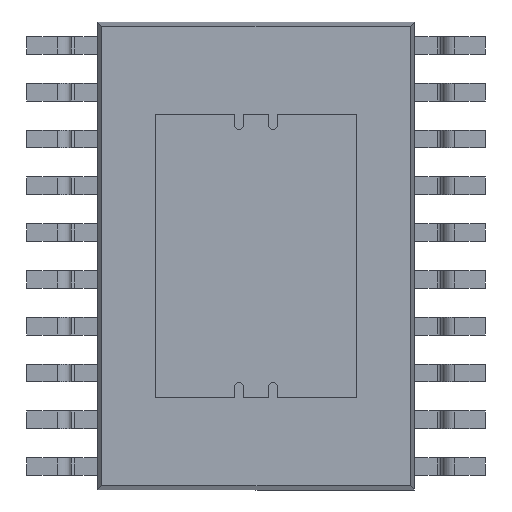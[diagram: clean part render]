
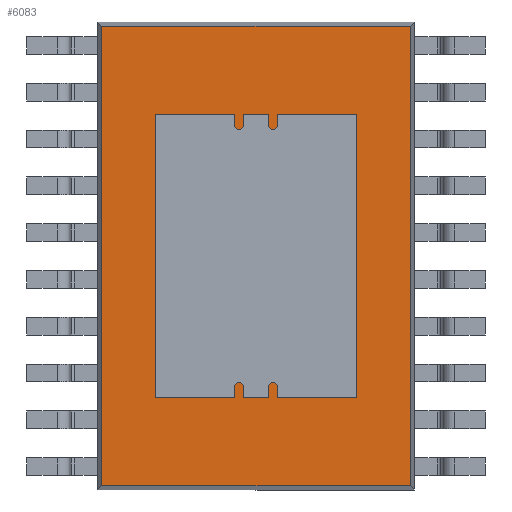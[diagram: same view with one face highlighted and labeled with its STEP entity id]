
A CAD part, front view. The second image highlights one B-rep face of the part: STEP entity #6083.
In plain terms, the highlighted planar face has unit normal (0, -1, 0).
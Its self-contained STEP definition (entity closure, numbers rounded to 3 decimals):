
#21 = EDGE_LOOP ( 'NONE', ( #9534, #1158, #1866, #9800 ) ) ;
#894 = LINE ( 'NONE', #8693, #5636 ) ;
#1036 = LINE ( 'NONE', #4870, #8096 ) ;
#1158 = ORIENTED_EDGE ( 'NONE', *, *, #1160, .F. ) ;
#1160 = EDGE_CURVE ( 'NONE', #5483, #6058, #6095, .T. ) ;
#1866 = ORIENTED_EDGE ( 'NONE', *, *, #2583, .F. ) ;
#2324 = CARTESIAN_POINT ( 'NONE',  ( -2.142, 0.15, -3.192 ) ) ;
#2373 = DIRECTION ( 'NONE',  ( 0., 0., -1. ) ) ;
#2583 = EDGE_CURVE ( 'NONE', #9621, #5483, #4643, .T. ) ;
#2876 = EDGE_CURVE ( 'NONE', #6058, #5468, #1036, .T. ) ;
#4157 = AXIS2_PLACEMENT_3D ( 'NONE', #5064, #4242, #4447 ) ;
#4242 = DIRECTION ( 'NONE',  ( 0., -1., 0. ) ) ;
#4447 = DIRECTION ( 'NONE',  ( 0., 0., -1. ) ) ;
#4643 = LINE ( 'NONE', #9162, #8290 ) ;
#4678 = CARTESIAN_POINT ( 'NONE',  ( 2.142, 0.15, 3.192 ) ) ;
#4870 = CARTESIAN_POINT ( 'NONE',  ( 2.2, 0.15, 3.192 ) ) ;
#5064 = CARTESIAN_POINT ( 'NONE',  ( 0., 0.15, 0. ) ) ;
#5445 = CARTESIAN_POINT ( 'NONE',  ( -2.142, 0.15, 3.25 ) ) ;
#5453 = DIRECTION ( 'NONE',  ( -1., 0., 0. ) ) ;
#5468 = VERTEX_POINT ( 'NONE', #4678 ) ;
#5483 = VERTEX_POINT ( 'NONE', #2324 ) ;
#5636 = VECTOR ( 'NONE', #2373, 1000. ) ;
#6058 = VERTEX_POINT ( 'NONE', #8094 ) ;
#6083 = ADVANCED_FACE ( 'NONE', ( #8914 ), #6679, .T. ) ;
#6095 = LINE ( 'NONE', #5445, #8142 ) ;
#6347 = DIRECTION ( 'NONE',  ( 1., 0., 0. ) ) ;
#6528 = CARTESIAN_POINT ( 'NONE',  ( 2.142, 0.15, -3.192 ) ) ;
#6679 = PLANE ( 'NONE',  #4157 ) ;
#6710 = EDGE_CURVE ( 'NONE', #5468, #9621, #894, .T. ) ;
#7767 = DIRECTION ( 'NONE',  ( 0., 0., 1. ) ) ;
#8094 = CARTESIAN_POINT ( 'NONE',  ( -2.142, 0.15, 3.192 ) ) ;
#8096 = VECTOR ( 'NONE', #6347, 1000. ) ;
#8142 = VECTOR ( 'NONE', #7767, 1000. ) ;
#8290 = VECTOR ( 'NONE', #5453, 1000. ) ;
#8693 = CARTESIAN_POINT ( 'NONE',  ( 2.142, 0.15, -3.25 ) ) ;
#8914 = FACE_OUTER_BOUND ( 'NONE', #21, .T. ) ;
#9162 = CARTESIAN_POINT ( 'NONE',  ( -2.2, 0.15, -3.192 ) ) ;
#9534 = ORIENTED_EDGE ( 'NONE', *, *, #2876, .F. ) ;
#9621 = VERTEX_POINT ( 'NONE', #6528 ) ;
#9800 = ORIENTED_EDGE ( 'NONE', *, *, #6710, .F. ) ;
